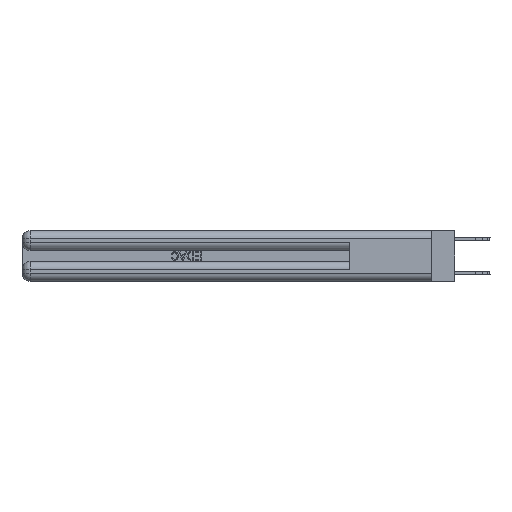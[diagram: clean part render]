
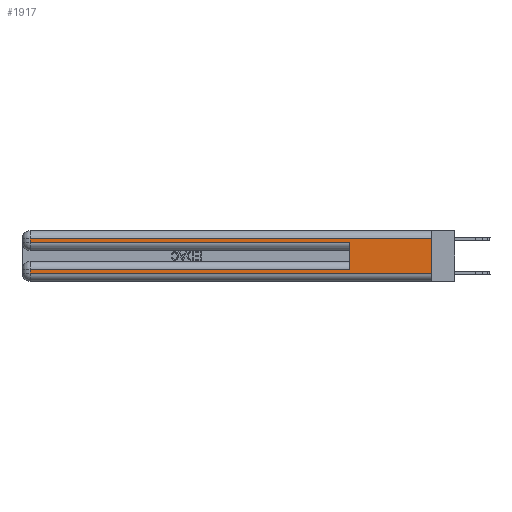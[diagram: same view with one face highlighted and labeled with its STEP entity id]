
A CAD part, left-side view. The second image highlights one B-rep face of the part: STEP entity #1917.
In plain terms, the highlighted planar face has unit normal (-1, 0, 0).
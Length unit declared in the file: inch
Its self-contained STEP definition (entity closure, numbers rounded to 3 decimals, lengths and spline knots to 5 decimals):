
#372 = VERTEX_POINT ( 'NONE', #30137 ) ;
#627 = LINE ( 'NONE', #12853, #5746 ) ;
#858 = FACE_OUTER_BOUND ( 'NONE', #3749, .T. ) ;
#1055 = VECTOR ( 'NONE', #2656, 39.37008 ) ;
#1917 = ADVANCED_FACE ( 'NONE', ( #858 ), #14624, .F. ) ;
#2016 = CARTESIAN_POINT ( 'NONE',  ( 0., 0., 0.37 ) ) ;
#2282 = VECTOR ( 'NONE', #14170, 39.37008 ) ;
#2516 = CARTESIAN_POINT ( 'NONE',  ( 0., 2.94, 0.37 ) ) ;
#2656 = DIRECTION ( 'NONE',  ( 0., 1., 0. ) ) ;
#3749 = EDGE_LOOP ( 'NONE', ( #4841, #19046, #11295, #21823, #4491, #28537, #21574, #23503 ) ) ;
#4491 = ORIENTED_EDGE ( 'NONE', *, *, #9483, .F. ) ;
#4841 = ORIENTED_EDGE ( 'NONE', *, *, #14994, .F. ) ;
#5276 = VECTOR ( 'NONE', #16240, 39.37008 ) ;
#5746 = VECTOR ( 'NONE', #29783, 39.37008 ) ;
#6381 = VERTEX_POINT ( 'NONE', #19872 ) ;
#7378 = VERTEX_POINT ( 'NONE', #17077 ) ;
#7794 = EDGE_CURVE ( 'NONE', #372, #21267, #28010, .T. ) ;
#7886 = EDGE_CURVE ( 'NONE', #23512, #372, #16741, .T. ) ;
#7978 = CARTESIAN_POINT ( 'NONE',  ( 0., 0., 0.37 ) ) ;
#9228 = VECTOR ( 'NONE', #28412, 39.37008 ) ;
#9483 = EDGE_CURVE ( 'NONE', #15908, #24570, #18267, .T. ) ;
#10543 = CARTESIAN_POINT ( 'NONE',  ( 0., 2.94, 0.285 ) ) ;
#10863 = CARTESIAN_POINT ( 'NONE',  ( 0., 0.6, 0.285 ) ) ;
#10992 = CARTESIAN_POINT ( 'NONE',  ( 0., 0.6, 0.145 ) ) ;
#11295 = ORIENTED_EDGE ( 'NONE', *, *, #28236, .T. ) ;
#12409 = CARTESIAN_POINT ( 'NONE',  ( 0., 0., 0.31 ) ) ;
#12853 = CARTESIAN_POINT ( 'NONE',  ( 0., 2.94, 0.37 ) ) ;
#13674 = CARTESIAN_POINT ( 'NONE',  ( 0., 0., 0.06 ) ) ;
#13773 = LINE ( 'NONE', #2016, #5276 ) ;
#14170 = DIRECTION ( 'NONE',  ( 0., 1., 0. ) ) ;
#14624 = PLANE ( 'NONE',  #28891 ) ;
#14994 = EDGE_CURVE ( 'NONE', #6381, #21267, #13773, .T. ) ;
#15356 = EDGE_CURVE ( 'NONE', #15908, #23512, #16628, .T. ) ;
#15908 = VERTEX_POINT ( 'NONE', #30028 ) ;
#16184 = EDGE_CURVE ( 'NONE', #6381, #7378, #19656, .T. ) ;
#16240 = DIRECTION ( 'NONE',  ( 0., 0., -1. ) ) ;
#16287 = DIRECTION ( 'NONE',  ( 0., -1., 0. ) ) ;
#16628 = LINE ( 'NONE', #20790, #2282 ) ;
#16741 = LINE ( 'NONE', #2516, #27082 ) ;
#17077 = CARTESIAN_POINT ( 'NONE',  ( 0., 2.94, 0.31 ) ) ;
#17381 = DIRECTION ( 'NONE',  ( 0., 0., -1. ) ) ;
#18267 = LINE ( 'NONE', #10992, #22524 ) ;
#19046 = ORIENTED_EDGE ( 'NONE', *, *, #16184, .T. ) ;
#19656 = LINE ( 'NONE', #12409, #1055 ) ;
#19872 = CARTESIAN_POINT ( 'NONE',  ( 0., 0., 0.31 ) ) ;
#19925 = VERTEX_POINT ( 'NONE', #10543 ) ;
#20790 = CARTESIAN_POINT ( 'NONE',  ( 0., 0., 0.085 ) ) ;
#21267 = VERTEX_POINT ( 'NONE', #22434 ) ;
#21574 = ORIENTED_EDGE ( 'NONE', *, *, #7886, .T. ) ;
#21823 = ORIENTED_EDGE ( 'NONE', *, *, #29684, .T. ) ;
#22434 = CARTESIAN_POINT ( 'NONE',  ( 0., 0., 0.06 ) ) ;
#22524 = VECTOR ( 'NONE', #27671, 39.37008 ) ;
#23503 = ORIENTED_EDGE ( 'NONE', *, *, #7794, .T. ) ;
#23512 = VERTEX_POINT ( 'NONE', #28195 ) ;
#23749 = LINE ( 'NONE', #28117, #9228 ) ;
#24122 = DIRECTION ( 'NONE',  ( 0., 0., -1. ) ) ;
#24570 = VERTEX_POINT ( 'NONE', #10863 ) ;
#27082 = VECTOR ( 'NONE', #24122, 39.37008 ) ;
#27671 = DIRECTION ( 'NONE',  ( 0., 0., 1. ) ) ;
#28010 = LINE ( 'NONE', #13674, #28487 ) ;
#28117 = CARTESIAN_POINT ( 'NONE',  ( 0., 0., 0.285 ) ) ;
#28195 = CARTESIAN_POINT ( 'NONE',  ( 0., 2.94, 0.085 ) ) ;
#28236 = EDGE_CURVE ( 'NONE', #7378, #19925, #627, .T. ) ;
#28412 = DIRECTION ( 'NONE',  ( 0., -1., 0. ) ) ;
#28487 = VECTOR ( 'NONE', #16287, 39.37008 ) ;
#28537 = ORIENTED_EDGE ( 'NONE', *, *, #15356, .T. ) ;
#28891 = AXIS2_PLACEMENT_3D ( 'NONE', #7978, #29131, #17381 ) ;
#29131 = DIRECTION ( 'NONE',  ( 1., 0., 0. ) ) ;
#29684 = EDGE_CURVE ( 'NONE', #19925, #24570, #23749, .T. ) ;
#29783 = DIRECTION ( 'NONE',  ( 0., 0., -1. ) ) ;
#30028 = CARTESIAN_POINT ( 'NONE',  ( 0., 0.6, 0.085 ) ) ;
#30137 = CARTESIAN_POINT ( 'NONE',  ( 0., 2.94, 0.06 ) ) ;
